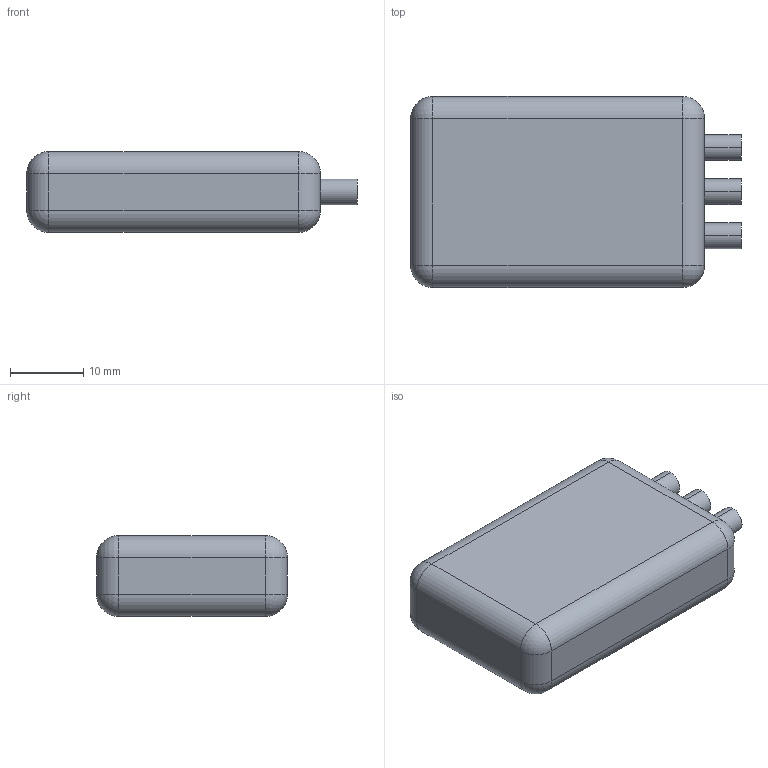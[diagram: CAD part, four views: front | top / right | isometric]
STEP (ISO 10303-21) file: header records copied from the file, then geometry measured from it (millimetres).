
FILE_DESCRIPTION (( 'STEP AP203' ), '1' );
FILE_NAME ('ESC_Predeterminado_sldprt.STEP', '2022-06-23T14:44:40', ( '' ), ( '' ), 'SwSTEP 2.0', 'SolidWorks 2020', '' );
FILE_SCHEMA (( 'CONFIG_CONTROL_DESIGN' ));
Length unit declared in the file: millimetre
Products named in the file (1): ESC_Predeterminado_sldprt
Bounding box: 45 x 26 x 11 mm (x, y, z)
Volume: 11025.6 mm3; surface area: 3290.2 mm2
Topology: 1 solids, 1 shells, 35 faces, 74 edges, 36 vertices
Faces by surface type: cylinder 18, plane 9, sphere 8
Entity records: 941 total; most frequent: DIRECTION 174, CARTESIAN_POINT 138, ORIENTED_EDGE 132, AXIS2_PLACEMENT_3D 72, EDGE_CURVE 66, EDGE_LOOP 38, VERTEX_POINT 36, CIRCLE 36
